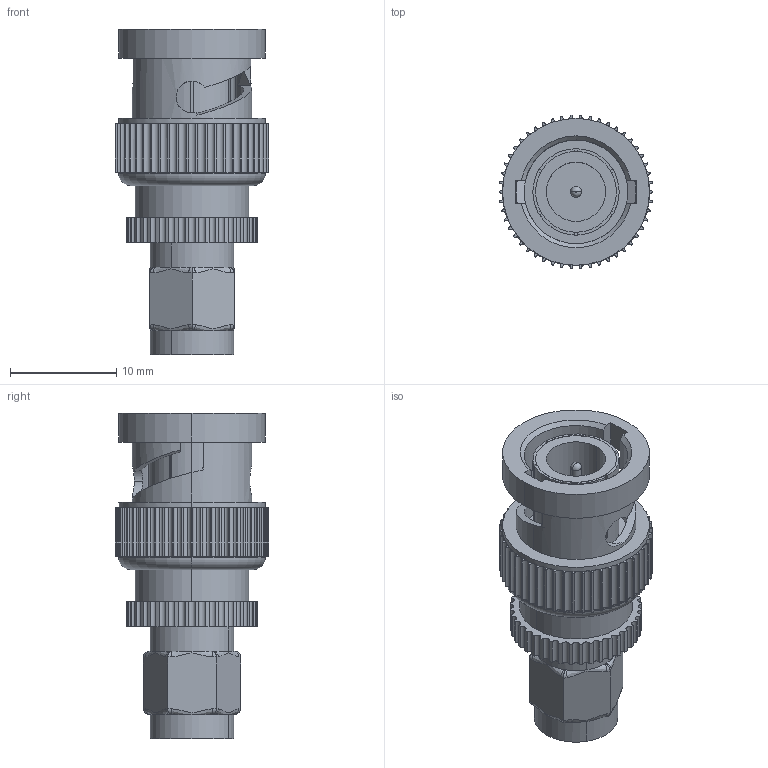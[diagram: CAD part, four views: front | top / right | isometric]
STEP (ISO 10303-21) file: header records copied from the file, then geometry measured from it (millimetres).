
FILE_DESCRIPTION (( 'STEP AP214' ), '1' );
FILE_NAME ('FMAD10072_3D.step', '2025-02-24T20:24:39', ( '' ), ( '' ), 'SwSTEP 2.0', 'SolidWorks 2022', '' );
FILE_SCHEMA (( 'AUTOMOTIVE_DESIGN' ));
Length unit declared in the file: inch
Products named in the file (3): Copy of BA28-MA1^FMAD10072; Copy of BA28-MA2^FMAD10072; FMAD10072_3D
Assembly tree (2 placements, depth 2):
  FMAD10072_3D
    Copy of BA28-MA1^FMAD10072
    Copy of BA28-MA2^FMAD10072
Bounding box: 14.48 x 14.46 x 30.7 mm (x, y, z)
Volume: 2375.9 mm3; surface area: 2620.1 mm2
Topology: 2 solids, 2 shells, 593 faces, 1487 edges, 906 vertices
Faces by surface type: cylinder 298, plane 275, bspline 12, torus 6, cone 2
Entity records: 22880 total; most frequent: CARTESIAN_POINT 4075, DIRECTION 3613, ORIENTED_EDGE 2974, AXIS2_PLACEMENT_3D 1600, EDGE_CURVE 1487, CIRCLE 1014, VERTEX_POINT 906, EDGE_LOOP 605
